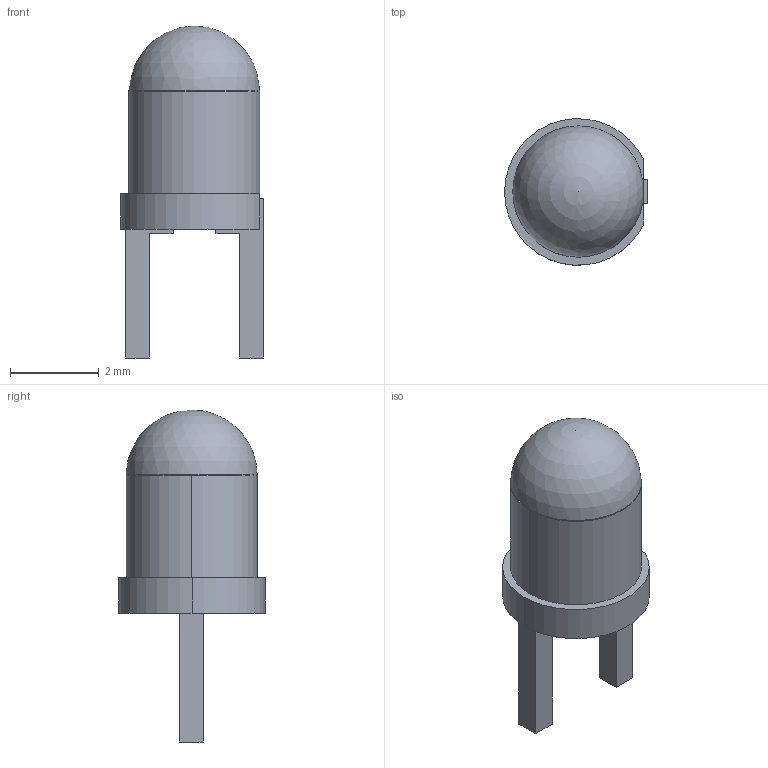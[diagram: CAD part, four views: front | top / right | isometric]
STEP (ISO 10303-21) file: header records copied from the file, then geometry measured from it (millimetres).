
FILE_DESCRIPTION (( 'STEP AP214' ), '1' );
FILE_NAME ('User Library-led 3mm white.STEP', '2019-04-24T09:41:51', ( '' ), ( '' ), 'SwSTEP 2.0', 'SolidWorks 2019', '' );
FILE_SCHEMA (( 'AUTOMOTIVE_DESIGN' ));
Length unit declared in the file: millimetre
Products named in the file (5): User Library-led 3mm white_User Library-LED_d3-GRN_Fusion001; User Library-led 3mm white_User Library-LED_d3-GRN_Cut; User Library-led 3mm white_User Library-LED_d3-GRN_LED_d3005; User Library-led 3mm white_User Library-LED_d3-GRN_LED_d3007; User Library-led 3mm white
Assembly tree (4 placements, depth 2):
  User Library-led 3mm white
    User Library-led 3mm white_User Library-LED_d3-GRN_LED_d3005
    User Library-led 3mm white_User Library-LED_d3-GRN_Cut
    User Library-led 3mm white_User Library-LED_d3-GRN_LED_d3007
    User Library-led 3mm white_User Library-LED_d3-GRN_Fusion001
Bounding box: 3.21 x 3.29 x 7.47 mm (x, y, z)
Volume: 38.6 mm3; surface area: 106.9 mm2
Topology: 5 solids, 5 shells, 27 faces, 58 edges, 39 vertices
Faces by surface type: plane 21, cylinder 4, sphere 2
Entity records: 1197 total; most frequent: DIRECTION 131, CARTESIAN_POINT 123, ORIENTED_EDGE 106, EDGE_CURVE 53, AXIS2_PLACEMENT_3D 44, VECTOR 43, LINE 43, UNCERTAINTY_MEASURE_WITH_UNIT 41
